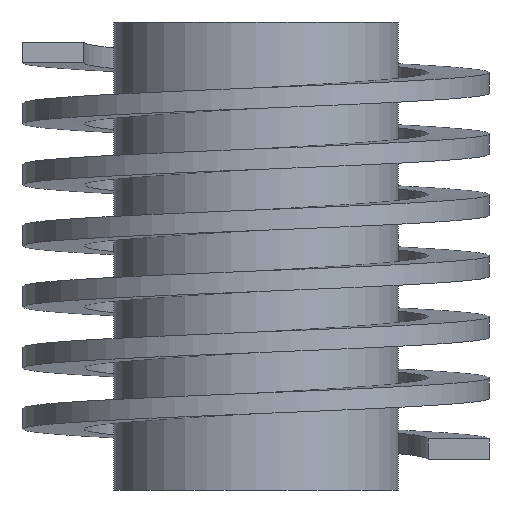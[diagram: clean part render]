
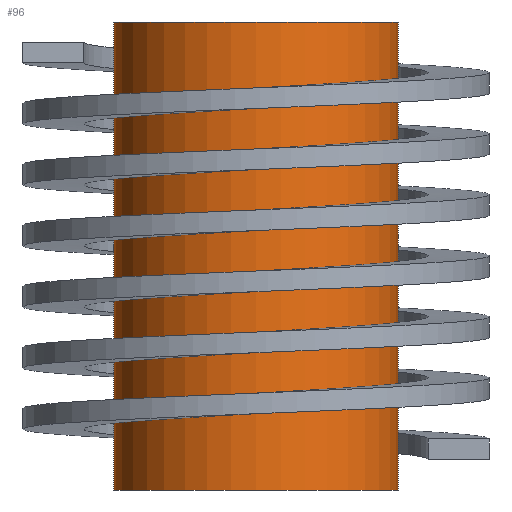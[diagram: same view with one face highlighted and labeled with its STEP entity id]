
A CAD part, front view. The second image highlights one B-rep face of the part: STEP entity #96.
In plain terms, the highlighted cylindrical face has radius 7 mm (diameter 14 mm), a partial arc.
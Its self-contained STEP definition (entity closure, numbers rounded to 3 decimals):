
#96=ADVANCED_FACE('',(#150),#151,.T.);
#150=FACE_OUTER_BOUND('',#249,.T.);
#151=CYLINDRICAL_SURFACE('',#250,7.0);
#249=EDGE_LOOP('',(#1407,#1408,#1409,#1410));
#250=AXIS2_PLACEMENT_3D('',#1411,#1412,#1413);
#1407=ORIENTED_EDGE('',*,*,#1772,.T.);
#1408=ORIENTED_EDGE('',*,*,#1776,.F.);
#1409=ORIENTED_EDGE('',*,*,#1774,.T.);
#1410=ORIENTED_EDGE('',*,*,#1777,.F.);
#1411=CARTESIAN_POINT('',(0.0,0.0,9.5));
#1412=DIRECTION('',(0.0,0.0,1.0));
#1413=DIRECTION('',(1.0,0.0,0.0));
#1772=EDGE_CURVE('',#1894,#1895,#1896,.T.);
#1774=EDGE_CURVE('',#1899,#1897,#1900,.T.);
#1776=EDGE_CURVE('',#1899,#1895,#1902,.T.);
#1777=EDGE_CURVE('',#1894,#1897,#1903,.T.);
#1894=VERTEX_POINT('',#2092);
#1895=VERTEX_POINT('',#2093);
#1896=LINE('',#2094,#2095);
#1897=VERTEX_POINT('',#2096);
#1899=VERTEX_POINT('',#2098);
#1900=LINE('',#2099,#2100);
#1902=CIRCLE('',#2102,7.0);
#1903=CIRCLE('',#2103,7.0);
#2092=CARTESIAN_POINT('',(7.0,0.0,-2.0));
#2093=CARTESIAN_POINT('',(7.0,0.0,21.0));
#2094=CARTESIAN_POINT('',(7.0,0.,9.5));
#2095=VECTOR('',#9151,1.0);
#2096=CARTESIAN_POINT('',(-7.0,0.,-2.0));
#2098=CARTESIAN_POINT('',(-7.0,0.,21.0));
#2099=CARTESIAN_POINT('',(-7.0,0.,9.5));
#2100=VECTOR('',#9155,1.0);
#2102=AXIS2_PLACEMENT_3D('',#9159,#9160,#9161);
#2103=AXIS2_PLACEMENT_3D('',#9162,#9163,#9164);
#9151=DIRECTION('',(0.0,0.0,1.0));
#9155=DIRECTION('',(-0.0,-0.0,-1.0));
#9159=CARTESIAN_POINT('',(0.0,0.0,21.0));
#9160=DIRECTION('',(0.0,0.0,1.0));
#9161=DIRECTION('',(1.0,0.0,0.0));
#9162=CARTESIAN_POINT('',(0.0,0.0,-2.0));
#9163=DIRECTION('',(0.0,0.0,-1.0));
#9164=DIRECTION('',(1.0,0.0,0.0));
